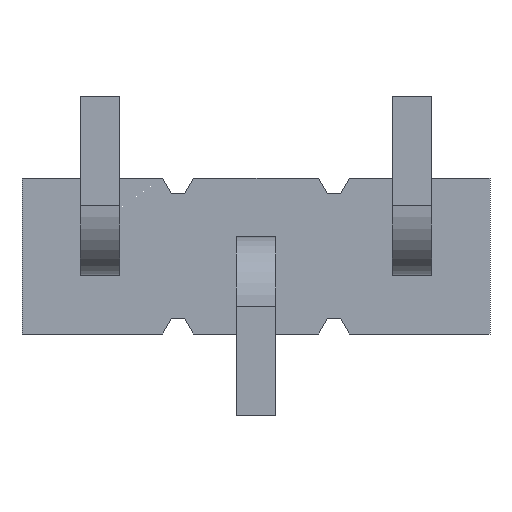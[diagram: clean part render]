
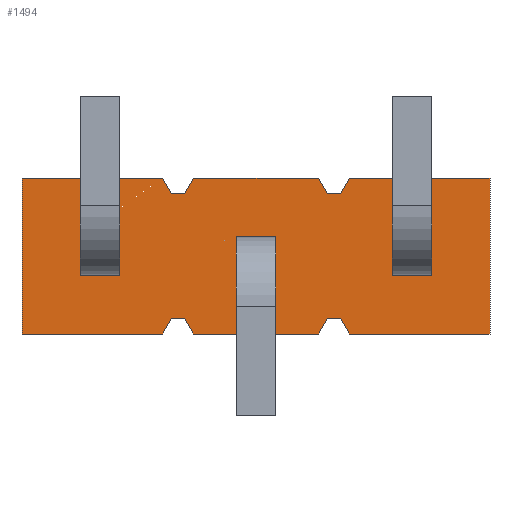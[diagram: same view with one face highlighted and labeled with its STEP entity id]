
A CAD part, front view. The second image highlights one B-rep face of the part: STEP entity #1494.
In plain terms, the highlighted planar face has unit normal (0, -1, 0).
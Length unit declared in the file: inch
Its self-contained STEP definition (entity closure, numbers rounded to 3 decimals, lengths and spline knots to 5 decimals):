
#81=ORIENTED_EDGE('',*,*,#513,.T.);
#82=ORIENTED_EDGE('',*,*,#514,.T.);
#83=ORIENTED_EDGE('',*,*,#515,.T.);
#84=ORIENTED_EDGE('',*,*,#516,.T.);
#85=ORIENTED_EDGE('',*,*,#517,.T.);
#86=ORIENTED_EDGE('',*,*,#518,.T.);
#87=ORIENTED_EDGE('',*,*,#519,.T.);
#88=ORIENTED_EDGE('',*,*,#520,.T.);
#89=ORIENTED_EDGE('',*,*,#521,.T.);
#90=ORIENTED_EDGE('',*,*,#522,.T.);
#91=ORIENTED_EDGE('',*,*,#523,.T.);
#92=ORIENTED_EDGE('',*,*,#524,.T.);
#93=ORIENTED_EDGE('',*,*,#525,.T.);
#94=ORIENTED_EDGE('',*,*,#526,.T.);
#95=ORIENTED_EDGE('',*,*,#527,.T.);
#96=ORIENTED_EDGE('',*,*,#528,.F.);
#97=ORIENTED_EDGE('',*,*,#529,.T.);
#98=ORIENTED_EDGE('',*,*,#530,.T.);
#99=ORIENTED_EDGE('',*,*,#531,.T.);
#100=ORIENTED_EDGE('',*,*,#532,.F.);
#101=ORIENTED_EDGE('',*,*,#533,.F.);
#102=ORIENTED_EDGE('',*,*,#534,.F.);
#103=ORIENTED_EDGE('',*,*,#535,.T.);
#104=ORIENTED_EDGE('',*,*,#536,.T.);
#105=ORIENTED_EDGE('',*,*,#537,.T.);
#106=ORIENTED_EDGE('',*,*,#538,.F.);
#107=ORIENTED_EDGE('',*,*,#539,.T.);
#108=ORIENTED_EDGE('',*,*,#540,.T.);
#109=ORIENTED_EDGE('',*,*,#541,.T.);
#110=ORIENTED_EDGE('',*,*,#542,.F.);
#111=ORIENTED_EDGE('',*,*,#543,.F.);
#112=ORIENTED_EDGE('',*,*,#544,.F.);
#513=EDGE_CURVE('',#729,#730,#873,.T.);
#514=EDGE_CURVE('',#730,#731,#874,.T.);
#515=EDGE_CURVE('',#731,#732,#875,.T.);
#516=EDGE_CURVE('',#732,#729,#876,.T.);
#517=EDGE_CURVE('',#733,#734,#877,.T.);
#518=EDGE_CURVE('',#734,#735,#878,.T.);
#519=EDGE_CURVE('',#735,#736,#879,.T.);
#520=EDGE_CURVE('',#736,#733,#880,.T.);
#521=EDGE_CURVE('',#737,#738,#881,.T.);
#522=EDGE_CURVE('',#738,#739,#882,.T.);
#523=EDGE_CURVE('',#739,#740,#883,.T.);
#524=EDGE_CURVE('',#740,#737,#884,.T.);
#525=EDGE_CURVE('',#741,#742,#885,.T.);
#526=EDGE_CURVE('',#742,#743,#886,.T.);
#527=EDGE_CURVE('',#743,#744,#887,.T.);
#528=EDGE_CURVE('',#745,#744,#888,.T.);
#529=EDGE_CURVE('',#745,#746,#889,.T.);
#530=EDGE_CURVE('',#746,#747,#890,.T.);
#531=EDGE_CURVE('',#747,#748,#891,.T.);
#532=EDGE_CURVE('',#749,#748,#892,.T.);
#533=EDGE_CURVE('',#750,#749,#893,.T.);
#534=EDGE_CURVE('',#751,#750,#894,.T.);
#535=EDGE_CURVE('',#751,#752,#895,.T.);
#536=EDGE_CURVE('',#752,#753,#896,.T.);
#537=EDGE_CURVE('',#753,#754,#897,.T.);
#538=EDGE_CURVE('',#755,#754,#898,.T.);
#539=EDGE_CURVE('',#755,#756,#899,.T.);
#540=EDGE_CURVE('',#756,#757,#900,.T.);
#541=EDGE_CURVE('',#757,#758,#901,.T.);
#542=EDGE_CURVE('',#759,#758,#902,.T.);
#543=EDGE_CURVE('',#760,#759,#903,.T.);
#544=EDGE_CURVE('',#741,#760,#904,.T.);
#729=VERTEX_POINT('',#2147);
#730=VERTEX_POINT('',#2148);
#731=VERTEX_POINT('',#2150);
#732=VERTEX_POINT('',#2152);
#733=VERTEX_POINT('',#2155);
#734=VERTEX_POINT('',#2156);
#735=VERTEX_POINT('',#2158);
#736=VERTEX_POINT('',#2160);
#737=VERTEX_POINT('',#2163);
#738=VERTEX_POINT('',#2164);
#739=VERTEX_POINT('',#2166);
#740=VERTEX_POINT('',#2168);
#741=VERTEX_POINT('',#2171);
#742=VERTEX_POINT('',#2172);
#743=VERTEX_POINT('',#2174);
#744=VERTEX_POINT('',#2176);
#745=VERTEX_POINT('',#2178);
#746=VERTEX_POINT('',#2180);
#747=VERTEX_POINT('',#2182);
#748=VERTEX_POINT('',#2184);
#749=VERTEX_POINT('',#2186);
#750=VERTEX_POINT('',#2188);
#751=VERTEX_POINT('',#2190);
#752=VERTEX_POINT('',#2192);
#753=VERTEX_POINT('',#2194);
#754=VERTEX_POINT('',#2196);
#755=VERTEX_POINT('',#2198);
#756=VERTEX_POINT('',#2200);
#757=VERTEX_POINT('',#2202);
#758=VERTEX_POINT('',#2204);
#759=VERTEX_POINT('',#2206);
#760=VERTEX_POINT('',#2208);
#873=LINE('',#2146,#1077);
#874=LINE('',#2149,#1078);
#875=LINE('',#2151,#1079);
#876=LINE('',#2153,#1080);
#877=LINE('',#2154,#1081);
#878=LINE('',#2157,#1082);
#879=LINE('',#2159,#1083);
#880=LINE('',#2161,#1084);
#881=LINE('',#2162,#1085);
#882=LINE('',#2165,#1086);
#883=LINE('',#2167,#1087);
#884=LINE('',#2169,#1088);
#885=LINE('',#2170,#1089);
#886=LINE('',#2173,#1090);
#887=LINE('',#2175,#1091);
#888=LINE('',#2177,#1092);
#889=LINE('',#2179,#1093);
#890=LINE('',#2181,#1094);
#891=LINE('',#2183,#1095);
#892=LINE('',#2185,#1096);
#893=LINE('',#2187,#1097);
#894=LINE('',#2189,#1098);
#895=LINE('',#2191,#1099);
#896=LINE('',#2193,#1100);
#897=LINE('',#2195,#1101);
#898=LINE('',#2197,#1102);
#899=LINE('',#2199,#1103);
#900=LINE('',#2201,#1104);
#901=LINE('',#2203,#1105);
#902=LINE('',#2205,#1106);
#903=LINE('',#2207,#1107);
#904=LINE('',#2209,#1108);
#1077=VECTOR('',#1727,39.37008);
#1078=VECTOR('',#1728,39.37008);
#1079=VECTOR('',#1729,39.37008);
#1080=VECTOR('',#1730,39.37008);
#1081=VECTOR('',#1731,39.37008);
#1082=VECTOR('',#1732,39.37008);
#1083=VECTOR('',#1733,39.37008);
#1084=VECTOR('',#1734,39.37008);
#1085=VECTOR('',#1735,39.37008);
#1086=VECTOR('',#1736,39.37008);
#1087=VECTOR('',#1737,39.37008);
#1088=VECTOR('',#1738,39.37008);
#1089=VECTOR('',#1739,39.37008);
#1090=VECTOR('',#1740,39.37008);
#1091=VECTOR('',#1741,39.37008);
#1092=VECTOR('',#1742,39.37008);
#1093=VECTOR('',#1743,39.37008);
#1094=VECTOR('',#1744,39.37008);
#1095=VECTOR('',#1745,39.37008);
#1096=VECTOR('',#1746,39.37008);
#1097=VECTOR('',#1747,39.37008);
#1098=VECTOR('',#1748,39.37008);
#1099=VECTOR('',#1749,39.37008);
#1100=VECTOR('',#1750,39.37008);
#1101=VECTOR('',#1751,39.37008);
#1102=VECTOR('',#1752,39.37008);
#1103=VECTOR('',#1753,39.37008);
#1104=VECTOR('',#1754,39.37008);
#1105=VECTOR('',#1755,39.37008);
#1106=VECTOR('',#1756,39.37008);
#1107=VECTOR('',#1757,39.37008);
#1108=VECTOR('',#1758,39.37008);
#1253=EDGE_LOOP('',(#81,#82,#83,#84));
#1254=EDGE_LOOP('',(#85,#86,#87,#88));
#1255=EDGE_LOOP('',(#89,#90,#91,#92));
#1256=EDGE_LOOP('',(#93,#94,#95,#96,#97,#98,#99,#100,#101,#102,#103,#104,
#105,#106,#107,#108,#109,#110,#111,#112));
#1339=FACE_BOUND('',#1253,.T.);
#1340=FACE_BOUND('',#1254,.T.);
#1341=FACE_BOUND('',#1255,.T.);
#1342=FACE_BOUND('',#1256,.T.);
#1422=PLANE('',#1598);
#1494=ADVANCED_FACE('',(#1339,#1340,#1341,#1342),#1422,.F.);
#1598=AXIS2_PLACEMENT_3D('',#2145,#1725,#1726);
#1725=DIRECTION('',(0.,1.,0.));
#1726=DIRECTION('',(0.,0.,1.));
#1727=DIRECTION('',(0.,0.,1.));
#1728=DIRECTION('',(1.,0.,0.));
#1729=DIRECTION('',(0.,0.,-1.));
#1730=DIRECTION('',(-1.,0.,0.));
#1731=DIRECTION('',(0.,0.,1.));
#1732=DIRECTION('',(1.,0.,0.));
#1733=DIRECTION('',(0.,0.,-1.));
#1734=DIRECTION('',(-1.,0.,0.));
#1735=DIRECTION('',(0.,0.,1.));
#1736=DIRECTION('',(1.,0.,0.));
#1737=DIRECTION('',(0.,0.,-1.));
#1738=DIRECTION('',(-1.,0.,0.));
#1739=DIRECTION('',(0.5,0.,0.866));
#1740=DIRECTION('',(1.,0.,0.));
#1741=DIRECTION('',(0.5,0.,-0.866));
#1742=DIRECTION('',(-1.,0.,0.));
#1743=DIRECTION('',(0.5,0.,0.866));
#1744=DIRECTION('',(1.,0.,0.));
#1745=DIRECTION('',(0.5,0.,-0.866));
#1746=DIRECTION('',(-1.,0.,0.));
#1747=DIRECTION('',(0.,0.,-1.));
#1748=DIRECTION('',(1.,0.,0.));
#1749=DIRECTION('',(-0.5,0.,-0.866));
#1750=DIRECTION('',(-1.,0.,0.));
#1751=DIRECTION('',(-0.5,0.,0.866));
#1752=DIRECTION('',(1.,0.,0.));
#1753=DIRECTION('',(-0.5,0.,-0.866));
#1754=DIRECTION('',(-1.,0.,0.));
#1755=DIRECTION('',(-0.5,0.,0.866));
#1756=DIRECTION('',(1.,0.,0.));
#1757=DIRECTION('',(0.,0.,1.));
#1758=DIRECTION('',(-1.,0.,0.));
#2145=CARTESIAN_POINT('',(0.,-0.05,0.));
#2146=CARTESIAN_POINT('',(-0.1125,-0.05,-0.0125));
#2147=CARTESIAN_POINT('',(-0.1125,-0.05,-0.0125));
#2148=CARTESIAN_POINT('',(-0.1125,-0.05,0.0125));
#2149=CARTESIAN_POINT('',(-0.1125,-0.05,0.0125));
#2150=CARTESIAN_POINT('',(-0.0875,-0.05,0.0125));
#2151=CARTESIAN_POINT('',(-0.0875,-0.05,0.0125));
#2152=CARTESIAN_POINT('',(-0.0875,-0.05,-0.0125));
#2153=CARTESIAN_POINT('',(-0.0875,-0.05,-0.0125));
#2154=CARTESIAN_POINT('',(-0.0125,-0.05,-0.0125));
#2155=CARTESIAN_POINT('',(-0.0125,-0.05,-0.0125));
#2156=CARTESIAN_POINT('',(-0.0125,-0.05,0.0125));
#2157=CARTESIAN_POINT('',(-0.0125,-0.05,0.0125));
#2158=CARTESIAN_POINT('',(0.0125,-0.05,0.0125));
#2159=CARTESIAN_POINT('',(0.0125,-0.05,0.0125));
#2160=CARTESIAN_POINT('',(0.0125,-0.05,-0.0125));
#2161=CARTESIAN_POINT('',(0.0125,-0.05,-0.0125));
#2162=CARTESIAN_POINT('',(0.0875,-0.05,-0.0125));
#2163=CARTESIAN_POINT('',(0.0875,-0.05,-0.0125));
#2164=CARTESIAN_POINT('',(0.0875,-0.05,0.0125));
#2165=CARTESIAN_POINT('',(0.0875,-0.05,0.0125));
#2166=CARTESIAN_POINT('',(0.1125,-0.05,0.0125));
#2167=CARTESIAN_POINT('',(0.1125,-0.05,0.0125));
#2168=CARTESIAN_POINT('',(0.1125,-0.05,-0.0125));
#2169=CARTESIAN_POINT('',(0.1125,-0.05,-0.0125));
#2170=CARTESIAN_POINT('',(-0.06,-0.05,-0.05));
#2171=CARTESIAN_POINT('',(-0.06,-0.05,-0.05));
#2172=CARTESIAN_POINT('',(-0.05423,-0.05,-0.04));
#2173=CARTESIAN_POINT('',(-0.05423,-0.05,-0.04));
#2174=CARTESIAN_POINT('',(-0.04577,-0.05,-0.04));
#2175=CARTESIAN_POINT('',(-0.04577,-0.05,-0.04));
#2176=CARTESIAN_POINT('',(-0.04,-0.05,-0.05));
#2177=CARTESIAN_POINT('',(0.15,-0.05,-0.05));
#2178=CARTESIAN_POINT('',(0.04,-0.05,-0.05));
#2179=CARTESIAN_POINT('',(0.04,-0.05,-0.05));
#2180=CARTESIAN_POINT('',(0.04577,-0.05,-0.04));
#2181=CARTESIAN_POINT('',(0.04577,-0.05,-0.04));
#2182=CARTESIAN_POINT('',(0.05423,-0.05,-0.04));
#2183=CARTESIAN_POINT('',(0.05423,-0.05,-0.04));
#2184=CARTESIAN_POINT('',(0.06,-0.05,-0.05));
#2185=CARTESIAN_POINT('',(0.15,-0.05,-0.05));
#2186=CARTESIAN_POINT('',(0.15,-0.05,-0.05));
#2187=CARTESIAN_POINT('',(0.15,-0.05,0.05));
#2188=CARTESIAN_POINT('',(0.15,-0.05,0.05));
#2189=CARTESIAN_POINT('',(-0.15,-0.05,0.05));
#2190=CARTESIAN_POINT('',(0.06,-0.05,0.05));
#2191=CARTESIAN_POINT('',(0.06,-0.05,0.05));
#2192=CARTESIAN_POINT('',(0.05423,-0.05,0.04));
#2193=CARTESIAN_POINT('',(0.05423,-0.05,0.04));
#2194=CARTESIAN_POINT('',(0.04577,-0.05,0.04));
#2195=CARTESIAN_POINT('',(0.04577,-0.05,0.04));
#2196=CARTESIAN_POINT('',(0.04,-0.05,0.05));
#2197=CARTESIAN_POINT('',(-0.15,-0.05,0.05));
#2198=CARTESIAN_POINT('',(-0.04,-0.05,0.05));
#2199=CARTESIAN_POINT('',(-0.04,-0.05,0.05));
#2200=CARTESIAN_POINT('',(-0.04577,-0.05,0.04));
#2201=CARTESIAN_POINT('',(-0.04577,-0.05,0.04));
#2202=CARTESIAN_POINT('',(-0.05423,-0.05,0.04));
#2203=CARTESIAN_POINT('',(-0.05423,-0.05,0.04));
#2204=CARTESIAN_POINT('',(-0.06,-0.05,0.05));
#2205=CARTESIAN_POINT('',(-0.15,-0.05,0.05));
#2206=CARTESIAN_POINT('',(-0.15,-0.05,0.05));
#2207=CARTESIAN_POINT('',(-0.15,-0.05,-0.05));
#2208=CARTESIAN_POINT('',(-0.15,-0.05,-0.05));
#2209=CARTESIAN_POINT('',(0.15,-0.05,-0.05));
